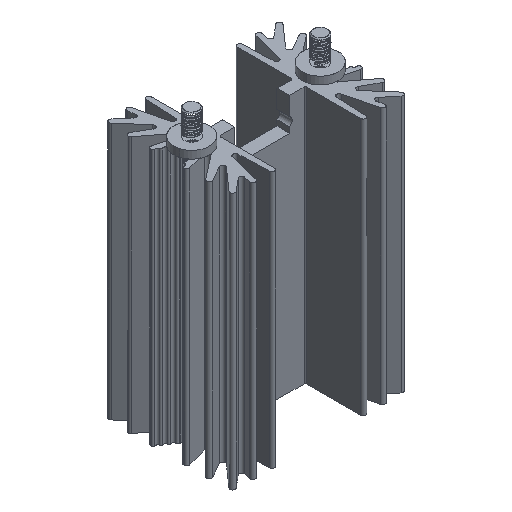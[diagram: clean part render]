
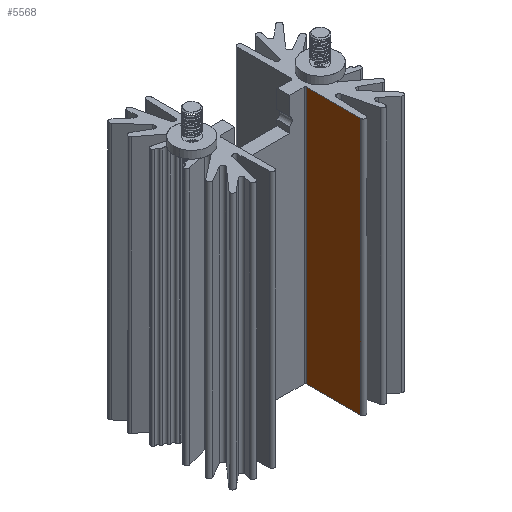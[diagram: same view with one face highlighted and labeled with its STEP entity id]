
A CAD part, isometric view. The second image highlights one B-rep face of the part: STEP entity #5568.
In plain terms, the highlighted planar face has unit normal (-1, 0, 0).
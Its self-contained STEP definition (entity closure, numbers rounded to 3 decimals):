
#176 = VECTOR ( 'NONE', #2667, 1000. ) ;
#229 = VECTOR ( 'NONE', #2676, 1000. ) ;
#233 = VECTOR ( 'NONE', #2866, 1000. ) ;
#253 = VECTOR ( 'NONE', #2683, 1000. ) ;
#413 = EDGE_LOOP ( 'NONE', ( #6326, #6301, #6369, #6312 ) ) ;
#875 = CARTESIAN_POINT ( 'NONE',  ( 8.5, -1.5, 50.8 ) ) ;
#2667 = DIRECTION ( 'NONE',  ( 0., 0., 1. ) ) ;
#2671 = CARTESIAN_POINT ( 'NONE',  ( 8.5, -1.5, 25.4 ) ) ;
#2673 = LINE ( 'NONE', #2688, #233 ) ;
#2675 = LINE ( 'NONE', #2671, #176 ) ;
#2676 = DIRECTION ( 'NONE',  ( 0., 1., 0. ) ) ;
#2678 = CARTESIAN_POINT ( 'NONE',  ( 8.5, 0., 0. ) ) ;
#2680 = LINE ( 'NONE', #2678, #229 ) ;
#2683 = DIRECTION ( 'NONE',  ( 0., -1., 0. ) ) ;
#2686 = CARTESIAN_POINT ( 'NONE',  ( 8.5, 0., 50.8 ) ) ;
#2688 = CARTESIAN_POINT ( 'NONE',  ( 8.5, -12.2, 0. ) ) ;
#2727 = LINE ( 'NONE', #2686, #253 ) ;
#2866 = DIRECTION ( 'NONE',  ( 0., 0., 1. ) ) ;
#4905 = EDGE_CURVE ( 'NONE', #15552, #15619, #2727, .T. ) ;
#4907 = EDGE_CURVE ( 'NONE', #10100, #15668, #2680, .T. ) ;
#4910 = EDGE_CURVE ( 'NONE', #15668, #15552, #2675, .T. ) ;
#4912 = EDGE_CURVE ( 'NONE', #10100, #15619, #2673, .T. ) ;
#5568 = ADVANCED_FACE ( 'NONE', ( #8241 ), #8252, .T. ) ;
#6301 = ORIENTED_EDGE ( 'NONE', *, *, #4907, .F. ) ;
#6312 = ORIENTED_EDGE ( 'NONE', *, *, #4905, .F. ) ;
#6326 = ORIENTED_EDGE ( 'NONE', *, *, #4910, .F. ) ;
#6369 = ORIENTED_EDGE ( 'NONE', *, *, #4912, .T. ) ;
#8235 = DIRECTION ( 'NONE',  ( 0., 0., 1. ) ) ;
#8237 = DIRECTION ( 'NONE',  ( -1., 0., 0. ) ) ;
#8241 = FACE_OUTER_BOUND ( 'NONE', #413, .T. ) ;
#8247 = CARTESIAN_POINT ( 'NONE',  ( 8.5, -12.7, 0. ) ) ;
#8252 = PLANE ( 'NONE',  #10975 ) ;
#9505 = CARTESIAN_POINT ( 'NONE',  ( 8.5, -12.2, 0. ) ) ;
#10100 = VERTEX_POINT ( 'NONE', #9505 ) ;
#10975 = AXIS2_PLACEMENT_3D ( 'NONE', #8247, #8237, #8235 ) ;
#14492 = CARTESIAN_POINT ( 'NONE',  ( 8.5, -1.5, 0. ) ) ;
#14542 = CARTESIAN_POINT ( 'NONE',  ( 8.5, -12.2, 50.8 ) ) ;
#15552 = VERTEX_POINT ( 'NONE', #875 ) ;
#15619 = VERTEX_POINT ( 'NONE', #14542 ) ;
#15668 = VERTEX_POINT ( 'NONE', #14492 ) ;
